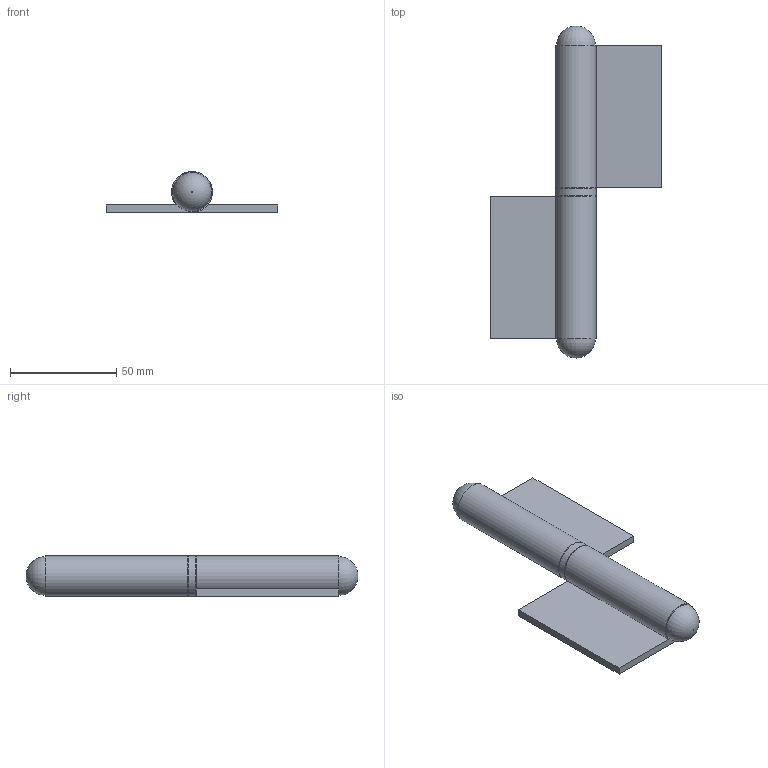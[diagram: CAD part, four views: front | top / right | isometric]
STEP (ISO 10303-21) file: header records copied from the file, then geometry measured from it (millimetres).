
FILE_DESCRIPTION (( 'STEP AP203' ), '1' );
FILE_NAME ('430-140L.step', '2022-07-01T08:23:28', ( '' ), ( '' ), 'SwSTEP 2.0', 'SolidWorks 2018', '' );
FILE_SCHEMA (( 'CONFIG_CONTROL_DESIGN' ));
Length unit declared in the file: millimetre
Products named in the file (3): 430-140L; 430-xxL Teil2_430-140L Teil2; 430-xxL Teil1_430-140L Teil1
Assembly tree (2 placements, depth 2):
  430-140L
    430-xxL Teil2_430-140L Teil2
    430-xxL Teil1_430-140L Teil1
Bounding box: 80.8 x 156 x 19.2 mm (x, y, z)
Volume: 52583.3 mm3; surface area: 29294.8 mm2
Topology: 3 solids, 3 shells, 234 faces, 604 edges, 401 vertices
Faces by surface type: plane 142, bspline 80, cylinder 7, torus 4, cone 1
Full cylindrical faces by diameter (mm): 11.8 x2, 19.2 x1
Entity records: 11666 total; most frequent: CARTESIAN_POINT 6236, ORIENTED_EDGE 1184, DIRECTION 773, EDGE_CURVE 592, VECTOR 409, LINE 409, VERTEX_POINT 397, EDGE_LOOP 267
